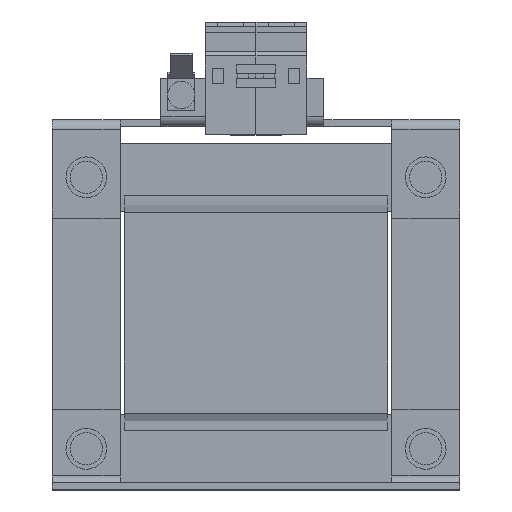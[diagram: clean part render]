
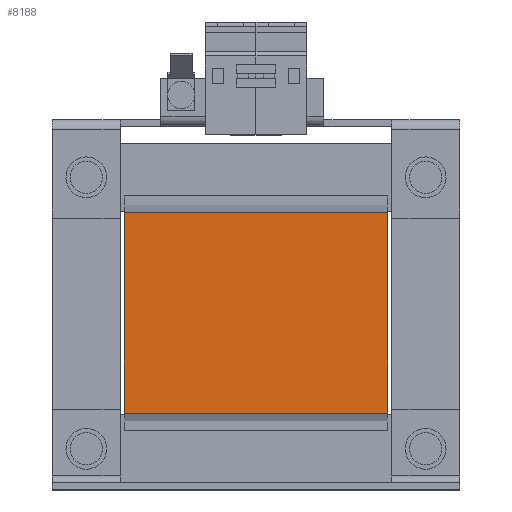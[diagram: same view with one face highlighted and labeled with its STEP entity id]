
A CAD part, top view. The second image highlights one B-rep face of the part: STEP entity #8188.
In plain terms, the highlighted planar face has unit normal (0, 0, 1).
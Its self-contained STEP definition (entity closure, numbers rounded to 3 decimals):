
#243 = DIRECTION ( 'NONE',  ( -1., 0., 0. ) ) ;
#244 = VERTEX_POINT ( 'NONE', #10296 ) ;
#381 = EDGE_CURVE ( 'NONE', #244, #9993, #2317, .T. ) ;
#899 = VECTOR ( 'NONE', #6082, 1000. ) ;
#1024 = EDGE_LOOP ( 'NONE', ( #5398, #11454, #9949, #1205 ) ) ;
#1129 = LINE ( 'NONE', #2062, #3263 ) ;
#1145 = LINE ( 'NONE', #6986, #2435 ) ;
#1205 = ORIENTED_EDGE ( 'NONE', *, *, #4697, .T. ) ;
#1544 = VERTEX_POINT ( 'NONE', #10504 ) ;
#2062 = CARTESIAN_POINT ( 'NONE',  ( 38.75, 29.5, 43.85 ) ) ;
#2317 = LINE ( 'NONE', #10501, #899 ) ;
#2435 = VECTOR ( 'NONE', #3370, 1000. ) ;
#3263 = VECTOR ( 'NONE', #243, 1000. ) ;
#3370 = DIRECTION ( 'NONE',  ( 0., -1., 0. ) ) ;
#3962 = VERTEX_POINT ( 'NONE', #7115 ) ;
#4506 = CARTESIAN_POINT ( 'NONE',  ( 38.75, 29.5, 43.85 ) ) ;
#4697 = EDGE_CURVE ( 'NONE', #1544, #3962, #1129, .T. ) ;
#5343 = AXIS2_PLACEMENT_3D ( 'NONE', #10616, #7906, #10725 ) ;
#5398 = ORIENTED_EDGE ( 'NONE', *, *, #9833, .T. ) ;
#5787 = EDGE_CURVE ( 'NONE', #1544, #244, #8966, .T. ) ;
#6082 = DIRECTION ( 'NONE',  ( -1., 0., 0. ) ) ;
#6168 = PLANE ( 'NONE',  #5343 ) ;
#6606 = VECTOR ( 'NONE', #7065, 1000. ) ;
#6986 = CARTESIAN_POINT ( 'NONE',  ( -38.75, 29.5, 43.85 ) ) ;
#7065 = DIRECTION ( 'NONE',  ( 0., -1., 0. ) ) ;
#7115 = CARTESIAN_POINT ( 'NONE',  ( -38.75, 29.5, 43.85 ) ) ;
#7906 = DIRECTION ( 'NONE',  ( 0., 0., -1. ) ) ;
#8188 = ADVANCED_FACE ( 'NONE', ( #8782 ), #6168, .F. ) ;
#8782 = FACE_OUTER_BOUND ( 'NONE', #1024, .T. ) ;
#8966 = LINE ( 'NONE', #4506, #6606 ) ;
#9779 = CARTESIAN_POINT ( 'NONE',  ( -38.75, -29.5, 43.85 ) ) ;
#9833 = EDGE_CURVE ( 'NONE', #3962, #9993, #1145, .T. ) ;
#9949 = ORIENTED_EDGE ( 'NONE', *, *, #5787, .F. ) ;
#9993 = VERTEX_POINT ( 'NONE', #9779 ) ;
#10296 = CARTESIAN_POINT ( 'NONE',  ( 38.75, -29.5, 43.85 ) ) ;
#10501 = CARTESIAN_POINT ( 'NONE',  ( 38.75, -29.5, 43.85 ) ) ;
#10504 = CARTESIAN_POINT ( 'NONE',  ( 38.75, 29.5, 43.85 ) ) ;
#10616 = CARTESIAN_POINT ( 'NONE',  ( 38.75, 29.5, 43.85 ) ) ;
#10725 = DIRECTION ( 'NONE',  ( -1., 0., 0. ) ) ;
#11454 = ORIENTED_EDGE ( 'NONE', *, *, #381, .F. ) ;
